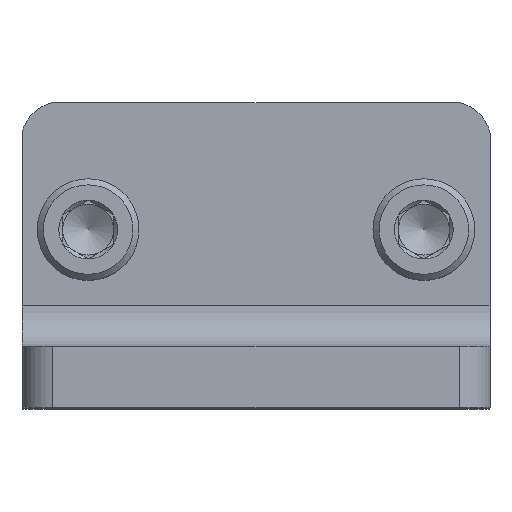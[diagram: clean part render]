
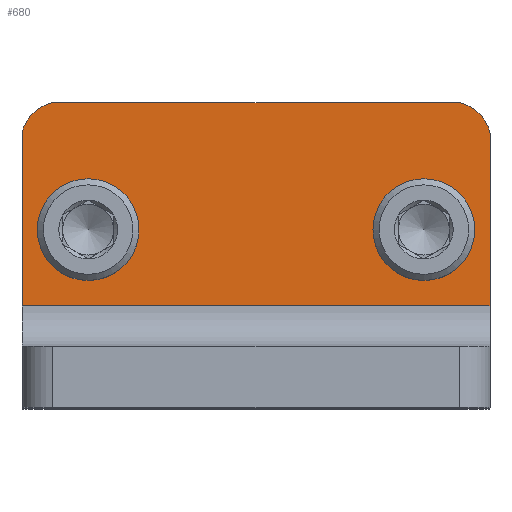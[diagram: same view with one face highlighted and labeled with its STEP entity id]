
A CAD part, top view. The second image highlights one B-rep face of the part: STEP entity #680.
In plain terms, the highlighted face is planar.
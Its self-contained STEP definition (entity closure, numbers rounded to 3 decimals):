
#80=LINE('',#1094,#122);
#81=LINE('',#1099,#123);
#82=LINE('',#1103,#124);
#83=LINE('',#1105,#125);
#122=VECTOR('',#865,1000.);
#123=VECTOR('',#868,1000.);
#124=VECTOR('',#871,1000.);
#125=VECTOR('',#872,1000.);
#168=ORIENTED_EDGE('',*,*,#344,.F.);
#169=ORIENTED_EDGE('',*,*,#345,.F.);
#170=ORIENTED_EDGE('',*,*,#346,.T.);
#171=ORIENTED_EDGE('',*,*,#347,.T.);
#172=ORIENTED_EDGE('',*,*,#348,.F.);
#173=ORIENTED_EDGE('',*,*,#349,.T.);
#174=ORIENTED_EDGE('',*,*,#350,.F.);
#175=ORIENTED_EDGE('',*,*,#351,.T.);
#344=EDGE_CURVE('',#432,#432,#487,.F.);
#345=EDGE_CURVE('',#433,#433,#488,.F.);
#346=EDGE_CURVE('',#434,#435,#80,.T.);
#347=EDGE_CURVE('',#435,#436,#489,.F.);
#348=EDGE_CURVE('',#437,#436,#81,.T.);
#349=EDGE_CURVE('',#437,#438,#490,.F.);
#350=EDGE_CURVE('',#439,#438,#82,.T.);
#351=EDGE_CURVE('',#439,#434,#83,.T.);
#432=VERTEX_POINT('',#1091);
#433=VERTEX_POINT('',#1093);
#434=VERTEX_POINT('',#1095);
#435=VERTEX_POINT('',#1096);
#436=VERTEX_POINT('',#1098);
#437=VERTEX_POINT('',#1100);
#438=VERTEX_POINT('',#1102);
#439=VERTEX_POINT('',#1104);
#487=CIRCLE('',#757,3.3);
#488=CIRCLE('',#758,3.3);
#489=CIRCLE('',#759,4.);
#490=CIRCLE('',#760,4.);
#526=EDGE_LOOP('',(#168));
#527=EDGE_LOOP('',(#169));
#528=EDGE_LOOP('',(#170,#171,#172,#173,#174,#175));
#592=FACE_BOUND('',#526,.T.);
#593=FACE_BOUND('',#527,.T.);
#594=FACE_BOUND('',#528,.T.);
#657=PLANE('',#756);
#680=ADVANCED_FACE('',(#592,#593,#594),#657,.F.);
#756=AXIS2_PLACEMENT_3D('',#1089,#859,#860);
#757=AXIS2_PLACEMENT_3D('',#1090,#861,#862);
#758=AXIS2_PLACEMENT_3D('',#1092,#863,#864);
#759=AXIS2_PLACEMENT_3D('',#1097,#866,#867);
#760=AXIS2_PLACEMENT_3D('',#1101,#869,#870);
#859=DIRECTION('',(0.,0.,1.));
#860=DIRECTION('',(1.,0.,0.));
#861=DIRECTION('',(0.,0.,1.));
#862=DIRECTION('',(1.,0.,0.));
#863=DIRECTION('',(0.,0.,1.));
#864=DIRECTION('',(1.,0.,0.));
#865=DIRECTION('',(0.,1.,0.));
#866=DIRECTION('',(0.,0.,1.));
#867=DIRECTION('',(1.,0.,0.));
#868=DIRECTION('',(-1.,0.,0.));
#869=DIRECTION('',(0.,0.,1.));
#870=DIRECTION('',(1.,0.,0.));
#871=DIRECTION('',(0.,1.,0.));
#872=DIRECTION('',(-1.,0.,0.));
#1089=CARTESIAN_POINT('',(23.,10.,26.));
#1090=CARTESIAN_POINT('',(-16.5,17.5,26.));
#1091=CARTESIAN_POINT('',(-13.2,17.5,26.));
#1092=CARTESIAN_POINT('',(16.5,17.5,26.));
#1093=CARTESIAN_POINT('',(19.8,17.5,26.));
#1094=CARTESIAN_POINT('',(-23.,10.,26.));
#1095=CARTESIAN_POINT('',(-23.,10.,26.));
#1096=CARTESIAN_POINT('',(-23.,26.989,26.));
#1097=CARTESIAN_POINT('',(-19.1,26.1,26.));
#1098=CARTESIAN_POINT('',(-19.989,30.,26.));
#1099=CARTESIAN_POINT('',(23.,30.,26.));
#1100=CARTESIAN_POINT('',(19.989,30.,26.));
#1101=CARTESIAN_POINT('',(19.1,26.1,26.));
#1102=CARTESIAN_POINT('',(23.,26.989,26.));
#1103=CARTESIAN_POINT('',(23.,10.,26.));
#1104=CARTESIAN_POINT('',(23.,10.,26.));
#1105=CARTESIAN_POINT('',(23.,10.,26.));
